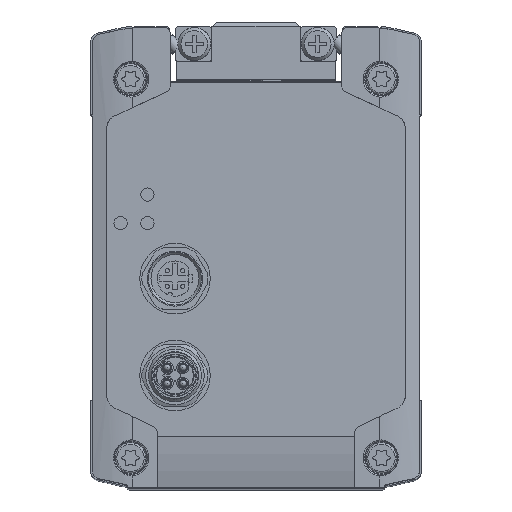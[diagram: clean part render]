
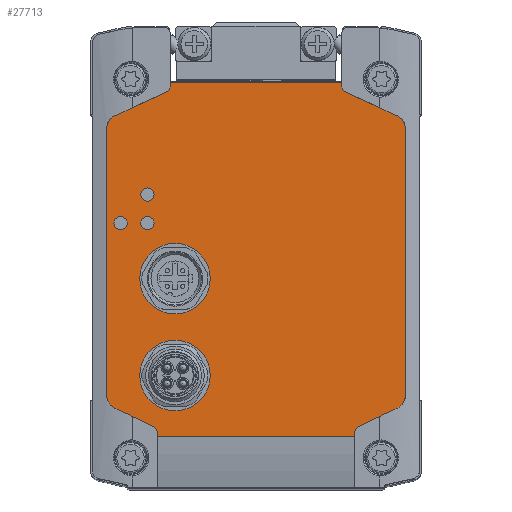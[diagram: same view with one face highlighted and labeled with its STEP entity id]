
A CAD part, top view. The second image highlights one B-rep face of the part: STEP entity #27713.
In plain terms, the highlighted planar face has unit normal (0, 0, 1).
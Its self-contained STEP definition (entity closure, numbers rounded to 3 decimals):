
#472=CIRCLE('',#29235,1.5);
#473=CIRCLE('',#29236,1.5);
#474=CIRCLE('',#29237,1.5);
#475=CIRCLE('',#29238,8.);
#476=CIRCLE('',#29239,8.);
#477=CIRCLE('',#29240,1.7);
#478=CIRCLE('',#29241,3.228);
#479=CIRCLE('',#29242,3.228);
#480=CIRCLE('',#29243,1.7);
#481=CIRCLE('',#29244,1.7);
#482=CIRCLE('',#29245,3.228);
#483=CIRCLE('',#29246,3.228);
#484=CIRCLE('',#29247,1.7);
#2861=ORIENTED_EDGE('',*,*,#8225,.T.);
#2862=ORIENTED_EDGE('',*,*,#8226,.T.);
#2863=ORIENTED_EDGE('',*,*,#8227,.T.);
#2864=ORIENTED_EDGE('',*,*,#8228,.T.);
#2865=ORIENTED_EDGE('',*,*,#8229,.T.);
#2866=ORIENTED_EDGE('',*,*,#8230,.F.);
#2867=ORIENTED_EDGE('',*,*,#8231,.T.);
#2868=ORIENTED_EDGE('',*,*,#8232,.F.);
#2869=ORIENTED_EDGE('',*,*,#7910,.T.);
#2870=ORIENTED_EDGE('',*,*,#8233,.T.);
#2871=ORIENTED_EDGE('',*,*,#8234,.T.);
#2872=ORIENTED_EDGE('',*,*,#8235,.T.);
#2873=ORIENTED_EDGE('',*,*,#7914,.T.);
#2874=ORIENTED_EDGE('',*,*,#8236,.F.);
#2875=ORIENTED_EDGE('',*,*,#8211,.T.);
#2876=ORIENTED_EDGE('',*,*,#7977,.T.);
#2877=ORIENTED_EDGE('',*,*,#8215,.T.);
#2878=ORIENTED_EDGE('',*,*,#8237,.F.);
#2879=ORIENTED_EDGE('',*,*,#7865,.T.);
#2880=ORIENTED_EDGE('',*,*,#8238,.T.);
#2881=ORIENTED_EDGE('',*,*,#8239,.T.);
#2882=ORIENTED_EDGE('',*,*,#8240,.T.);
#2883=ORIENTED_EDGE('',*,*,#7862,.T.);
#2884=ORIENTED_EDGE('',*,*,#8241,.F.);
#2885=ORIENTED_EDGE('',*,*,#8242,.T.);
#7862=EDGE_CURVE('',#10678,#10679,#12418,.T.);
#7865=EDGE_CURVE('',#10682,#10681,#12421,.T.);
#7910=EDGE_CURVE('',#10712,#10711,#12454,.T.);
#7914=EDGE_CURVE('',#10713,#10714,#12458,.T.);
#7977=EDGE_CURVE('',#10766,#10767,#12505,.T.);
#8211=EDGE_CURVE('',#10902,#10766,#12623,.T.);
#8215=EDGE_CURVE('',#10767,#10905,#12627,.T.);
#8225=EDGE_CURVE('',#10908,#10908,#472,.T.);
#8226=EDGE_CURVE('',#10909,#10909,#473,.T.);
#8227=EDGE_CURVE('',#10910,#10910,#474,.T.);
#8228=EDGE_CURVE('',#10911,#10911,#475,.T.);
#8229=EDGE_CURVE('',#10912,#10912,#476,.T.);
#8230=EDGE_CURVE('',#10913,#10914,#12633,.T.);
#8231=EDGE_CURVE('',#10913,#10915,#12634,.T.);
#8232=EDGE_CURVE('',#10712,#10915,#477,.T.);
#8233=EDGE_CURVE('',#10711,#10916,#478,.T.);
#8234=EDGE_CURVE('',#10916,#10917,#12635,.T.);
#8235=EDGE_CURVE('',#10917,#10713,#479,.T.);
#8236=EDGE_CURVE('',#10902,#10714,#480,.T.);
#8237=EDGE_CURVE('',#10682,#10905,#481,.T.);
#8238=EDGE_CURVE('',#10681,#10918,#482,.T.);
#8239=EDGE_CURVE('',#10918,#10919,#12636,.T.);
#8240=EDGE_CURVE('',#10919,#10678,#483,.T.);
#8241=EDGE_CURVE('',#10920,#10679,#484,.T.);
#8242=EDGE_CURVE('',#10920,#10914,#12637,.T.);
#10678=VERTEX_POINT('',#38378);
#10679=VERTEX_POINT('',#38380);
#10681=VERTEX_POINT('',#38386);
#10682=VERTEX_POINT('',#38388);
#10711=VERTEX_POINT('',#38471);
#10712=VERTEX_POINT('',#38473);
#10713=VERTEX_POINT('',#38477);
#10714=VERTEX_POINT('',#38479);
#10766=VERTEX_POINT('',#38607);
#10767=VERTEX_POINT('',#38608);
#10902=VERTEX_POINT('',#39043);
#10905=VERTEX_POINT('',#39050);
#10908=VERTEX_POINT('',#39071);
#10909=VERTEX_POINT('',#39073);
#10910=VERTEX_POINT('',#39075);
#10911=VERTEX_POINT('',#39077);
#10912=VERTEX_POINT('',#39079);
#10913=VERTEX_POINT('',#39081);
#10914=VERTEX_POINT('',#39082);
#10915=VERTEX_POINT('',#39084);
#10916=VERTEX_POINT('',#39087);
#10917=VERTEX_POINT('',#39089);
#10918=VERTEX_POINT('',#39094);
#10919=VERTEX_POINT('',#39096);
#10920=VERTEX_POINT('',#39099);
#12418=LINE('',#38381,#14107);
#12421=LINE('',#38387,#14110);
#12454=LINE('',#38472,#14143);
#12458=LINE('',#38480,#14147);
#12505=LINE('',#38606,#14194);
#12623=LINE('',#39042,#14312);
#12627=LINE('',#39051,#14316);
#12633=LINE('',#39080,#14322);
#12634=LINE('',#39083,#14323);
#12635=LINE('',#39088,#14324);
#12636=LINE('',#39095,#14325);
#12637=LINE('',#39100,#14326);
#14107=VECTOR('',#31621,1000.);
#14110=VECTOR('',#31626,1000.);
#14143=VECTOR('',#31703,1000.);
#14147=VECTOR('',#31709,1000.);
#14194=VECTOR('',#31812,1000.);
#14312=VECTOR('',#32294,1000.);
#14316=VECTOR('',#32300,1000.);
#14322=VECTOR('',#32338,1000.);
#14323=VECTOR('',#32339,1000.);
#14324=VECTOR('',#32344,1000.);
#14325=VECTOR('',#32353,1000.);
#14326=VECTOR('',#32358,1000.);
#15819=EDGE_LOOP('',(#2861));
#15820=EDGE_LOOP('',(#2862));
#15821=EDGE_LOOP('',(#2863));
#15822=EDGE_LOOP('',(#2864));
#15823=EDGE_LOOP('',(#2865));
#15824=EDGE_LOOP('',(#2866,#2867,#2868,#2869,#2870,#2871,#2872,#2873,#2874,
#2875,#2876,#2877,#2878,#2879,#2880,#2881,#2882,#2883,#2884,#2885));
#17316=FACE_BOUND('',#15819,.T.);
#17317=FACE_BOUND('',#15820,.T.);
#17318=FACE_BOUND('',#15821,.T.);
#17319=FACE_BOUND('',#15822,.T.);
#17320=FACE_BOUND('',#15823,.T.);
#17321=FACE_BOUND('',#15824,.T.);
#18722=PLANE('',#29234);
#27713=ADVANCED_FACE('',(#17316,#17317,#17318,#17319,#17320,#17321),#18722,
 .T.);
#29234=AXIS2_PLACEMENT_3D('',#39069,#32326,#32327);
#29235=AXIS2_PLACEMENT_3D('',#39070,#32328,#32329);
#29236=AXIS2_PLACEMENT_3D('',#39072,#32330,#32331);
#29237=AXIS2_PLACEMENT_3D('',#39074,#32332,#32333);
#29238=AXIS2_PLACEMENT_3D('',#39076,#32334,#32335);
#29239=AXIS2_PLACEMENT_3D('',#39078,#32336,#32337);
#29240=AXIS2_PLACEMENT_3D('',#39085,#32340,#32341);
#29241=AXIS2_PLACEMENT_3D('',#39086,#32342,#32343);
#29242=AXIS2_PLACEMENT_3D('',#39090,#32345,#32346);
#29243=AXIS2_PLACEMENT_3D('',#39091,#32347,#32348);
#29244=AXIS2_PLACEMENT_3D('',#39092,#32349,#32350);
#29245=AXIS2_PLACEMENT_3D('',#39093,#32351,#32352);
#29246=AXIS2_PLACEMENT_3D('',#39097,#32354,#32355);
#29247=AXIS2_PLACEMENT_3D('',#39098,#32356,#32357);
#31621=DIRECTION('',(0.905,-0.425,0.));
#31626=DIRECTION('',(-0.91,-0.414,0.));
#31703=DIRECTION('',(0.905,0.425,0.));
#31709=DIRECTION('',(-0.91,0.414,0.));
#31812=DIRECTION('',(-1.,0.,0.));
#32294=DIRECTION('',(0.,1.,0.));
#32300=DIRECTION('',(0.,-1.,0.));
#32326=DIRECTION('',(0.,0.,1.));
#32327=DIRECTION('',(1.,0.,0.));
#32328=DIRECTION('',(0.,0.,-1.));
#32329=DIRECTION('',(-1.,0.,0.));
#32330=DIRECTION('',(0.,0.,-1.));
#32331=DIRECTION('',(-1.,0.,0.));
#32332=DIRECTION('',(0.,0.,-1.));
#32333=DIRECTION('',(-1.,0.,0.));
#32334=DIRECTION('',(0.,0.,-1.));
#32335=DIRECTION('',(-1.,0.,0.));
#32336=DIRECTION('',(0.,0.,-1.));
#32337=DIRECTION('',(-1.,0.,0.));
#32338=DIRECTION('',(-1.,0.,0.));
#32339=DIRECTION('',(0.,1.,0.));
#32340=DIRECTION('',(0.,0.,1.));
#32341=DIRECTION('',(1.,0.,0.));
#32342=DIRECTION('',(0.,0.,1.));
#32343=DIRECTION('',(1.,0.,0.));
#32344=DIRECTION('',(0.,1.,0.));
#32345=DIRECTION('',(0.,0.,1.));
#32346=DIRECTION('',(1.,0.,0.));
#32347=DIRECTION('',(0.,0.,1.));
#32348=DIRECTION('',(1.,0.,0.));
#32349=DIRECTION('',(0.,0.,1.));
#32350=DIRECTION('',(1.,0.,0.));
#32351=DIRECTION('',(0.,0.,1.));
#32352=DIRECTION('',(1.,0.,0.));
#32353=DIRECTION('',(0.,-1.,0.));
#32354=DIRECTION('',(0.,0.,1.));
#32355=DIRECTION('',(1.,0.,0.));
#32356=DIRECTION('',(0.,0.,1.));
#32357=DIRECTION('',(1.,0.,0.));
#32358=DIRECTION('',(0.,-1.,0.));
#38378=CARTESIAN_POINT('',(-32.072,18.289,89.8));
#38380=CARTESIAN_POINT('',(-23.431,14.233,89.8));
#38381=CARTESIAN_POINT('',(-32.072,18.289,89.8));
#38386=CARTESIAN_POINT('',(-32.038,84.727,89.8));
#38387=CARTESIAN_POINT('',(-20.49,89.985,89.8));
#38388=CARTESIAN_POINT('',(-20.49,89.985,89.8));
#38471=CARTESIAN_POINT('',(32.072,18.289,89.8));
#38472=CARTESIAN_POINT('',(23.431,14.233,89.8));
#38473=CARTESIAN_POINT('',(23.431,14.233,89.8));
#38477=CARTESIAN_POINT('',(32.038,84.727,89.8));
#38479=CARTESIAN_POINT('',(20.49,89.985,89.8));
#38480=CARTESIAN_POINT('',(32.038,84.727,89.8));
#38606=CARTESIAN_POINT('',(19.495,92.2,89.8));
#38607=CARTESIAN_POINT('',(19.495,92.2,89.8));
#38608=CARTESIAN_POINT('',(-19.495,92.2,89.8));
#39042=CARTESIAN_POINT('',(19.495,91.532,89.8));
#39043=CARTESIAN_POINT('',(19.495,91.532,89.8));
#39050=CARTESIAN_POINT('',(-19.495,91.532,89.8));
#39051=CARTESIAN_POINT('',(-19.495,105.,89.8));
#39069=CARTESIAN_POINT('',(-30.7,81.789,89.8));
#39070=CARTESIAN_POINT('',(-30.75,60.3,89.8));
#39071=CARTESIAN_POINT('',(-32.25,60.3,89.8));
#39072=CARTESIAN_POINT('',(-24.65,66.8,89.8));
#39073=CARTESIAN_POINT('',(-26.15,66.8,89.8));
#39074=CARTESIAN_POINT('',(-24.65,60.3,89.8));
#39075=CARTESIAN_POINT('',(-26.15,60.3,89.8));
#39076=CARTESIAN_POINT('',(-18.4,25.7,89.8));
#39077=CARTESIAN_POINT('',(-26.4,25.7,89.8));
#39078=CARTESIAN_POINT('',(-18.4,47.7,89.8));
#39079=CARTESIAN_POINT('',(-26.4,47.7,89.8));
#39080=CARTESIAN_POINT('',(22.453,11.837,89.8));
#39081=CARTESIAN_POINT('',(22.453,11.837,89.8));
#39082=CARTESIAN_POINT('',(-22.453,11.837,89.8));
#39083=CARTESIAN_POINT('',(22.453,0.,89.8));
#39084=CARTESIAN_POINT('',(22.453,12.694,89.8));
#39085=CARTESIAN_POINT('',(24.153,12.694,89.8));
#39086=CARTESIAN_POINT('',(30.7,21.211,89.8));
#39087=CARTESIAN_POINT('',(33.928,21.211,89.8));
#39088=CARTESIAN_POINT('',(33.928,21.211,89.8));
#39089=CARTESIAN_POINT('',(33.928,81.789,89.8));
#39090=CARTESIAN_POINT('',(30.7,81.789,89.8));
#39091=CARTESIAN_POINT('',(21.195,91.532,89.8));
#39092=CARTESIAN_POINT('',(-21.195,91.532,89.8));
#39093=CARTESIAN_POINT('',(-30.7,81.789,89.8));
#39094=CARTESIAN_POINT('',(-33.928,81.789,89.8));
#39095=CARTESIAN_POINT('',(-33.928,81.789,89.8));
#39096=CARTESIAN_POINT('',(-33.928,21.211,89.8));
#39097=CARTESIAN_POINT('',(-30.7,21.211,89.8));
#39098=CARTESIAN_POINT('',(-24.153,12.694,89.8));
#39099=CARTESIAN_POINT('',(-22.453,12.694,89.8));
#39100=CARTESIAN_POINT('',(-22.453,12.694,89.8));
